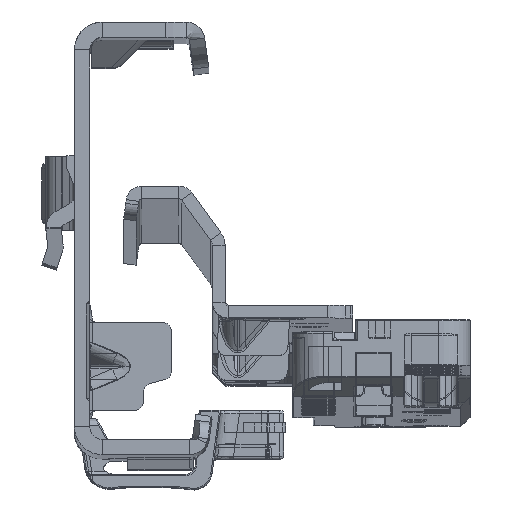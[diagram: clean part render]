
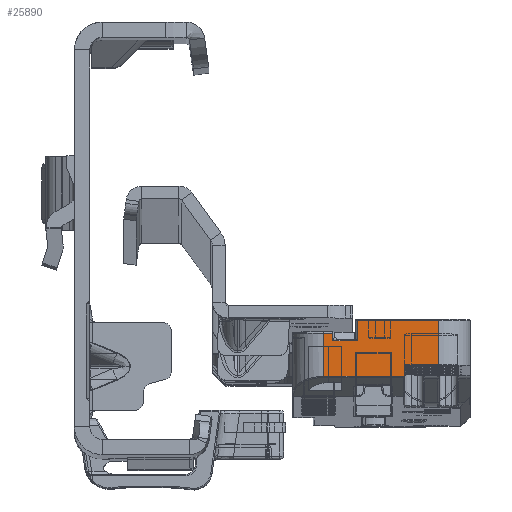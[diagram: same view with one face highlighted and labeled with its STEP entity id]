
A CAD part, top view. The second image highlights one B-rep face of the part: STEP entity #25890.
In plain terms, the highlighted face is planar.
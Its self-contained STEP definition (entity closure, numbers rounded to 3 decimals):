
#2038 = DIRECTION ( 'NONE',  ( 0., 1., 0. ) ) ;
#2819 = DIRECTION ( 'NONE',  ( 1., 0., 0. ) ) ;
#3911 = VECTOR ( 'NONE', #120699, 1000. ) ;
#5422 = VERTEX_POINT ( 'NONE', #106191 ) ;
#6713 = DIRECTION ( 'NONE',  ( 1., 0., 0. ) ) ;
#6839 = EDGE_CURVE ( 'NONE', #5422, #58913, #28115, .T. ) ;
#9368 = VERTEX_POINT ( 'NONE', #96039 ) ;
#9848 = DIRECTION ( 'NONE',  ( 1., 0., 0. ) ) ;
#11549 = VERTEX_POINT ( 'NONE', #125257 ) ;
#13516 = CARTESIAN_POINT ( 'NONE',  ( -8.3, 0., -284.5 ) ) ;
#14073 = VERTEX_POINT ( 'NONE', #111778 ) ;
#14085 = FACE_OUTER_BOUND ( 'NONE', #50531, .T. ) ;
#16910 = ORIENTED_EDGE ( 'NONE', *, *, #86868, .T. ) ;
#18345 = EDGE_CURVE ( 'NONE', #5422, #61780, #32078, .T. ) ;
#18897 = ORIENTED_EDGE ( 'NONE', *, *, #6839, .T. ) ;
#21062 = VECTOR ( 'NONE', #63370, 1000. ) ;
#21540 = LINE ( 'NONE', #61185, #73941 ) ;
#22440 = VECTOR ( 'NONE', #78729, 1000. ) ;
#23235 = PLANE ( 'NONE',  #53959 ) ;
#24728 = VECTOR ( 'NONE', #109152, 1000. ) ;
#25890 = ADVANCED_FACE ( 'NONE', ( #14085 ), #23235, .F. ) ;
#27070 = CARTESIAN_POINT ( 'NONE',  ( 4.6, 0.1, -284.5 ) ) ;
#28115 = LINE ( 'NONE', #87855, #22440 ) ;
#29867 = VERTEX_POINT ( 'NONE', #45500 ) ;
#32078 = LINE ( 'NONE', #70431, #108114 ) ;
#32526 = CARTESIAN_POINT ( 'NONE',  ( 4.6, 0.1, -284.5 ) ) ;
#36141 = CARTESIAN_POINT ( 'NONE',  ( -8.3, -6.669, -284.5 ) ) ;
#40346 = LINE ( 'NONE', #32526, #95567 ) ;
#40880 = EDGE_CURVE ( 'NONE', #121574, #61780, #94664, .T. ) ;
#43242 = CARTESIAN_POINT ( 'NONE',  ( -0.75, -0.9, -284.5 ) ) ;
#44504 = DIRECTION ( 'NONE',  ( 1., 0., 0. ) ) ;
#45500 = CARTESIAN_POINT ( 'NONE',  ( -0.75, 2.1, -284.5 ) ) ;
#48255 = ORIENTED_EDGE ( 'NONE', *, *, #58852, .T. ) ;
#49507 = DIRECTION ( 'NONE',  ( 0., 0., 1. ) ) ;
#50531 = EDGE_LOOP ( 'NONE', ( #16910, #78107, #119839, #102560, #48255, #86786, #102521, #108581, #75414, #18897, #86684, #111362 ) ) ;
#52863 = CARTESIAN_POINT ( 'NONE',  ( -8.5, -5., -284.5 ) ) ;
#52994 = LINE ( 'NONE', #43242, #21062 ) ;
#53959 = AXIS2_PLACEMENT_3D ( 'NONE', #103087, #91437, #112181 ) ;
#54977 = CARTESIAN_POINT ( 'NONE',  ( -8.3, -6.71, -284.5 ) ) ;
#56925 = CARTESIAN_POINT ( 'NONE',  ( -8.291, -6.749, -284.5 ) ) ;
#58852 = EDGE_CURVE ( 'NONE', #14073, #9368, #104368, .T. ) ;
#58913 = VERTEX_POINT ( 'NONE', #116639 ) ;
#59123 = VERTEX_POINT ( 'NONE', #91293 ) ;
#61185 = CARTESIAN_POINT ( 'NONE',  ( 4.6, -242.444, -284.5 ) ) ;
#61780 = VERTEX_POINT ( 'NONE', #52863 ) ;
#63370 = DIRECTION ( 'NONE',  ( 0., -1., 0. ) ) ;
#64564 = CARTESIAN_POINT ( 'NONE',  ( -0.7, 2.1, -284.5 ) ) ;
#64780 = DIRECTION ( 'NONE',  ( -1., 0., 0. ) ) ;
#65985 = EDGE_CURVE ( 'NONE', #29867, #127585, #52994, .T. ) ;
#69676 = EDGE_CURVE ( 'NONE', #11549, #77944, #99437, .T. ) ;
#70431 = CARTESIAN_POINT ( 'NONE',  ( -8.3, -5., -284.5 ) ) ;
#71000 = EDGE_CURVE ( 'NONE', #77944, #75877, #40346, .T. ) ;
#73941 = VECTOR ( 'NONE', #2038, 1000. ) ;
#75414 = ORIENTED_EDGE ( 'NONE', *, *, #18345, .F. ) ;
#75643 = CARTESIAN_POINT ( 'NONE',  ( 19.8, -1.15, -284.5 ) ) ;
#75877 = VERTEX_POINT ( 'NONE', #27070 ) ;
#77944 = VERTEX_POINT ( 'NONE', #109287 ) ;
#78042 = AXIS2_PLACEMENT_3D ( 'NONE', #118923, #49507, #9848 ) ;
#78107 = ORIENTED_EDGE ( 'NONE', *, *, #69676, .T. ) ;
#78729 = DIRECTION ( 'NONE',  ( 0., 1., 0. ) ) ;
#79934 = DIRECTION ( 'NONE',  ( 1., 0., 0. ) ) ;
#81940 =( BOUNDED_CURVE ( )  B_SPLINE_CURVE ( 3, ( #84839, #56925, #54977, #36141 ),
 .UNSPECIFIED., .F., .F. ) 
 B_SPLINE_CURVE_WITH_KNOTS ( ( 4, 4 ),
 ( 1.047, 1.571 ),
 .UNSPECIFIED. ) 
 CURVE ( )  GEOMETRIC_REPRESENTATION_ITEM ( )  RATIONAL_B_SPLINE_CURVE ( ( 1., 0.977, 0.977, 1. ) ) 
 REPRESENTATION_ITEM ( '' )  );
#84146 = EDGE_CURVE ( 'NONE', #9368, #59123, #81940, .T. ) ;
#84839 = CARTESIAN_POINT ( 'NONE',  ( -8.273, -6.785, -284.5 ) ) ;
#85306 = LINE ( 'NONE', #64564, #99719 ) ;
#86684 = ORIENTED_EDGE ( 'NONE', *, *, #118429, .T. ) ;
#86786 = ORIENTED_EDGE ( 'NONE', *, *, #84146, .T. ) ;
#86868 = EDGE_CURVE ( 'NONE', #127585, #11549, #124988, .T. ) ;
#87855 = CARTESIAN_POINT ( 'NONE',  ( -13.7, 2., -284.5 ) ) ;
#91293 = CARTESIAN_POINT ( 'NONE',  ( -8.3, -6.669, -284.5 ) ) ;
#91437 = DIRECTION ( 'NONE',  ( 0., 0., 1. ) ) ;
#92761 = CARTESIAN_POINT ( 'NONE',  ( -0.75, -1.15, -284.5 ) ) ;
#93353 = CARTESIAN_POINT ( 'NONE',  ( -8.3, -6.785, -284.5 ) ) ;
#94664 = CIRCLE ( 'NONE', #78042, 0.2 ) ;
#95567 = VECTOR ( 'NONE', #79934, 1000. ) ;
#96039 = CARTESIAN_POINT ( 'NONE',  ( -8.273, -6.785, -284.5 ) ) ;
#99437 = LINE ( 'NONE', #118867, #24728 ) ;
#99719 = VECTOR ( 'NONE', #6713, 1000. ) ;
#102521 = ORIENTED_EDGE ( 'NONE', *, *, #116396, .F. ) ;
#102560 = ORIENTED_EDGE ( 'NONE', *, *, #116041, .F. ) ;
#102854 = VECTOR ( 'NONE', #64780, 1000. ) ;
#103087 = CARTESIAN_POINT ( 'NONE',  ( 19.8, 2.6, -284.5 ) ) ;
#104368 = LINE ( 'NONE', #93353, #102854 ) ;
#106191 = CARTESIAN_POINT ( 'NONE',  ( -13.7, -5., -284.5 ) ) ;
#108114 = VECTOR ( 'NONE', #2819, 1000. ) ;
#108581 = ORIENTED_EDGE ( 'NONE', *, *, #40880, .T. ) ;
#109152 = DIRECTION ( 'NONE',  ( 0., 1., 0. ) ) ;
#109287 = CARTESIAN_POINT ( 'NONE',  ( 3.15, 0.1, -284.5 ) ) ;
#109907 = VECTOR ( 'NONE', #44504, 1000. ) ;
#111362 = ORIENTED_EDGE ( 'NONE', *, *, #65985, .T. ) ;
#111778 = CARTESIAN_POINT ( 'NONE',  ( 4.6, -6.785, -284.5 ) ) ;
#112181 = DIRECTION ( 'NONE',  ( 1., 0., 0. ) ) ;
#112874 = LINE ( 'NONE', #13516, #3911 ) ;
#116041 = EDGE_CURVE ( 'NONE', #14073, #75877, #21540, .T. ) ;
#116396 = EDGE_CURVE ( 'NONE', #121574, #59123, #112874, .T. ) ;
#116639 = CARTESIAN_POINT ( 'NONE',  ( -13.7, 2.1, -284.5 ) ) ;
#118386 = CARTESIAN_POINT ( 'NONE',  ( -8.3, -5.2, -284.5 ) ) ;
#118429 = EDGE_CURVE ( 'NONE', #58913, #29867, #85306, .T. ) ;
#118867 = CARTESIAN_POINT ( 'NONE',  ( 3.15, 0.1, -284.5 ) ) ;
#118923 = CARTESIAN_POINT ( 'NONE',  ( -8.5, -5.2, -284.5 ) ) ;
#119839 = ORIENTED_EDGE ( 'NONE', *, *, #71000, .T. ) ;
#120699 = DIRECTION ( 'NONE',  ( 0., -1., 0. ) ) ;
#121574 = VERTEX_POINT ( 'NONE', #118386 ) ;
#124988 = LINE ( 'NONE', #75643, #109907 ) ;
#125257 = CARTESIAN_POINT ( 'NONE',  ( 3.15, -1.15, -284.5 ) ) ;
#127585 = VERTEX_POINT ( 'NONE', #92761 ) ;
